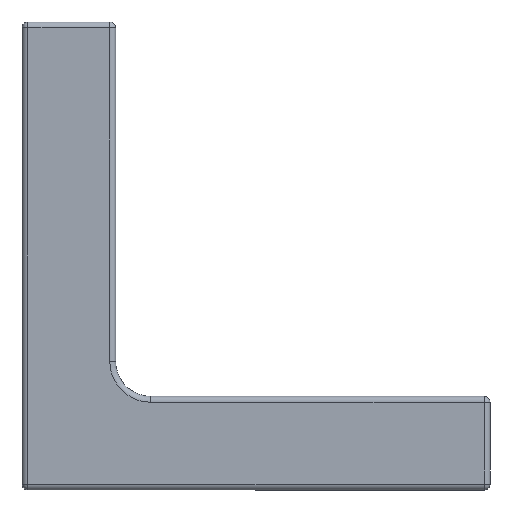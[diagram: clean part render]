
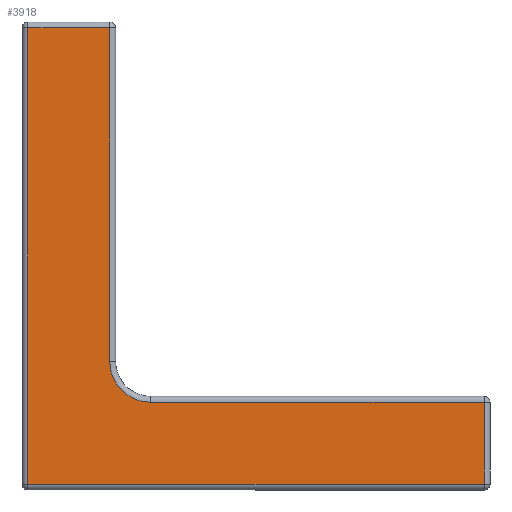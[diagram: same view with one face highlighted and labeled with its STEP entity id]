
A CAD part, left-side view. The second image highlights one B-rep face of the part: STEP entity #3918.
In plain terms, the highlighted planar face has unit normal (-1, 0, 0).
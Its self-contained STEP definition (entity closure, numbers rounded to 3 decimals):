
#382 = CYLINDRICAL_SURFACE('',#383,0.5);
#383 = AXIS2_PLACEMENT_3D('',#384,#385,#386);
#384 = CARTESIAN_POINT('',(-9.5,-40.,0.5));
#385 = DIRECTION('',(0.,-1.,0.));
#386 = DIRECTION('',(0.,0.,1.));
#960 = CYLINDRICAL_SURFACE('',#961,0.5);
#961 = AXIS2_PLACEMENT_3D('',#962,#963,#964);
#962 = CARTESIAN_POINT('',(-9.5,-8.,7.5));
#963 = DIRECTION('',(0.,1.,0.));
#964 = DIRECTION('',(0.,0.,-1.));
#1857 = CYLINDRICAL_SURFACE('',#1858,0.5);
#1858 = AXIS2_PLACEMENT_3D('',#1859,#1860,#1861);
#1859 = CARTESIAN_POINT('',(-9.5,-0.5,0.));
#1860 = DIRECTION('',(-0.,-0.,-1.));
#1861 = DIRECTION('',(1.,0.,0.));
#2544 = VERTEX_POINT('',#2545);
#2545 = CARTESIAN_POINT('',(-10.,-39.5,7.5));
#2555 = CYLINDRICAL_SURFACE('',#2556,0.5);
#2556 = AXIS2_PLACEMENT_3D('',#2557,#2558,#2559);
#2557 = CARTESIAN_POINT('',(-9.5,-39.5,8.));
#2558 = DIRECTION('',(-0.,-0.,1.));
#2559 = DIRECTION('',(-1.,0.,0.));
#2579 = EDGE_CURVE('',#2544,#2580,#2582,.T.);
#2580 = VERTEX_POINT('',#2581);
#2581 = CARTESIAN_POINT('',(-10.,-39.5,0.5));
#2582 = SURFACE_CURVE('',#2583,(#2587,#2594),.PCURVE_S1.);
#2583 = LINE('',#2584,#2585);
#2584 = CARTESIAN_POINT('',(-10.,-39.5,0.));
#2585 = VECTOR('',#2586,1.);
#2586 = DIRECTION('',(0.,0.,-1.));
#2587 = PCURVE('',#2555,#2588);
#2588 = DEFINITIONAL_REPRESENTATION('',(#2589),#2593);
#2589 = LINE('',#2590,#2591);
#2590 = CARTESIAN_POINT('',(0.,-8.));
#2591 = VECTOR('',#2592,1.);
#2592 = DIRECTION('',(0.,-1.));
#2593 = ( GEOMETRIC_REPRESENTATION_CONTEXT(2) 
PARAMETRIC_REPRESENTATION_CONTEXT() REPRESENTATION_CONTEXT('2D SPACE',''
  ) );
#2594 = PCURVE('',#2595,#2600);
#2595 = PLANE('',#2596);
#2596 = AXIS2_PLACEMENT_3D('',#2597,#2598,#2599);
#2597 = CARTESIAN_POINT('',(-10.,-40.,0.));
#2598 = DIRECTION('',(1.,0.,0.));
#2599 = DIRECTION('',(0.,1.,0.));
#2600 = DEFINITIONAL_REPRESENTATION('',(#2601),#2605);
#2601 = LINE('',#2602,#2603);
#2602 = CARTESIAN_POINT('',(0.5,0.));
#2603 = VECTOR('',#2604,1.);
#2604 = DIRECTION('',(0.,-1.));
#2605 = ( GEOMETRIC_REPRESENTATION_CONTEXT(2) 
PARAMETRIC_REPRESENTATION_CONTEXT() REPRESENTATION_CONTEXT('2D SPACE',''
  ) );
#3058 = CYLINDRICAL_SURFACE('',#3059,0.5);
#3059 = AXIS2_PLACEMENT_3D('',#3060,#3061,#3062);
#3060 = CARTESIAN_POINT('',(-9.5,-7.5,40.));
#3061 = DIRECTION('',(0.,0.,1.));
#3062 = DIRECTION('',(0.,1.,0.));
#3606 = TOROIDAL_SURFACE('',#3607,3.5,0.5);
#3607 = AXIS2_PLACEMENT_3D('',#3608,#3609,#3610);
#3608 = CARTESIAN_POINT('',(-9.5,-11.,11.));
#3609 = DIRECTION('',(1.,0.,0.));
#3610 = DIRECTION('',(0.,1.,0.));
#3699 = VERTEX_POINT('',#3700);
#3700 = CARTESIAN_POINT('',(-10.,-0.5,0.5));
#3794 = EDGE_CURVE('',#2580,#3699,#3795,.T.);
#3795 = SURFACE_CURVE('',#3796,(#3800,#3807),.PCURVE_S1.);
#3796 = LINE('',#3797,#3798);
#3797 = CARTESIAN_POINT('',(-10.,-40.,0.5));
#3798 = VECTOR('',#3799,1.);
#3799 = DIRECTION('',(0.,1.,0.));
#3800 = PCURVE('',#382,#3801);
#3801 = DEFINITIONAL_REPRESENTATION('',(#3802),#3806);
#3802 = LINE('',#3803,#3804);
#3803 = CARTESIAN_POINT('',(1.571,0.));
#3804 = VECTOR('',#3805,1.);
#3805 = DIRECTION('',(0.,-1.));
#3806 = ( GEOMETRIC_REPRESENTATION_CONTEXT(2) 
PARAMETRIC_REPRESENTATION_CONTEXT() REPRESENTATION_CONTEXT('2D SPACE',''
  ) );
#3807 = PCURVE('',#2595,#3808);
#3808 = DEFINITIONAL_REPRESENTATION('',(#3809),#3813);
#3809 = LINE('',#3810,#3811);
#3810 = CARTESIAN_POINT('',(0.,0.5));
#3811 = VECTOR('',#3812,1.);
#3812 = DIRECTION('',(1.,0.));
#3813 = ( GEOMETRIC_REPRESENTATION_CONTEXT(2) 
PARAMETRIC_REPRESENTATION_CONTEXT() REPRESENTATION_CONTEXT('2D SPACE',''
  ) );
#3918 = ADVANCED_FACE('',(#3919),#2595,.F.);
#3919 = FACE_BOUND('',#3920,.T.);
#3920 = EDGE_LOOP('',(#3921,#3922,#3923,#3946,#3970,#3993,#4021));
#3921 = ORIENTED_EDGE('',*,*,#3794,.F.);
#3922 = ORIENTED_EDGE('',*,*,#2579,.F.);
#3923 = ORIENTED_EDGE('',*,*,#3924,.F.);
#3924 = EDGE_CURVE('',#3925,#2544,#3927,.T.);
#3925 = VERTEX_POINT('',#3926);
#3926 = CARTESIAN_POINT('',(-10.,-11.,7.5));
#3927 = SURFACE_CURVE('',#3928,(#3932,#3939),.PCURVE_S1.);
#3928 = LINE('',#3929,#3930);
#3929 = CARTESIAN_POINT('',(-10.,-40.,7.5));
#3930 = VECTOR('',#3931,1.);
#3931 = DIRECTION('',(0.,-1.,0.));
#3932 = PCURVE('',#2595,#3933);
#3933 = DEFINITIONAL_REPRESENTATION('',(#3934),#3938);
#3934 = LINE('',#3935,#3936);
#3935 = CARTESIAN_POINT('',(0.,7.5));
#3936 = VECTOR('',#3937,1.);
#3937 = DIRECTION('',(-1.,0.));
#3938 = ( GEOMETRIC_REPRESENTATION_CONTEXT(2) 
PARAMETRIC_REPRESENTATION_CONTEXT() REPRESENTATION_CONTEXT('2D SPACE',''
  ) );
#3939 = PCURVE('',#960,#3940);
#3940 = DEFINITIONAL_REPRESENTATION('',(#3941),#3945);
#3941 = LINE('',#3942,#3943);
#3942 = CARTESIAN_POINT('',(1.571,-32.));
#3943 = VECTOR('',#3944,1.);
#3944 = DIRECTION('',(0.,-1.));
#3945 = ( GEOMETRIC_REPRESENTATION_CONTEXT(2) 
PARAMETRIC_REPRESENTATION_CONTEXT() REPRESENTATION_CONTEXT('2D SPACE',''
  ) );
#3946 = ORIENTED_EDGE('',*,*,#3947,.T.);
#3947 = EDGE_CURVE('',#3925,#3948,#3950,.T.);
#3948 = VERTEX_POINT('',#3949);
#3949 = CARTESIAN_POINT('',(-10.,-7.5,11.));
#3950 = SURFACE_CURVE('',#3951,(#3956,#3963),.PCURVE_S1.);
#3951 = CIRCLE('',#3952,3.5);
#3952 = AXIS2_PLACEMENT_3D('',#3953,#3954,#3955);
#3953 = CARTESIAN_POINT('',(-10.,-11.,11.));
#3954 = DIRECTION('',(1.,0.,0.));
#3955 = DIRECTION('',(0.,1.,0.));
#3956 = PCURVE('',#2595,#3957);
#3957 = DEFINITIONAL_REPRESENTATION('',(#3958),#3962);
#3958 = CIRCLE('',#3959,3.5);
#3959 = AXIS2_PLACEMENT_2D('',#3960,#3961);
#3960 = CARTESIAN_POINT('',(29.,11.));
#3961 = DIRECTION('',(1.,0.));
#3962 = ( GEOMETRIC_REPRESENTATION_CONTEXT(2) 
PARAMETRIC_REPRESENTATION_CONTEXT() REPRESENTATION_CONTEXT('2D SPACE',''
  ) );
#3963 = PCURVE('',#3606,#3964);
#3964 = DEFINITIONAL_REPRESENTATION('',(#3965),#3969);
#3965 = LINE('',#3966,#3967);
#3966 = CARTESIAN_POINT('',(0.,4.712));
#3967 = VECTOR('',#3968,1.);
#3968 = DIRECTION('',(1.,0.));
#3969 = ( GEOMETRIC_REPRESENTATION_CONTEXT(2) 
PARAMETRIC_REPRESENTATION_CONTEXT() REPRESENTATION_CONTEXT('2D SPACE',''
  ) );
#3970 = ORIENTED_EDGE('',*,*,#3971,.F.);
#3971 = EDGE_CURVE('',#3972,#3948,#3974,.T.);
#3972 = VERTEX_POINT('',#3973);
#3973 = CARTESIAN_POINT('',(-10.,-7.5,39.5));
#3974 = SURFACE_CURVE('',#3975,(#3979,#3986),.PCURVE_S1.);
#3975 = LINE('',#3976,#3977);
#3976 = CARTESIAN_POINT('',(-10.,-7.5,0.));
#3977 = VECTOR('',#3978,1.);
#3978 = DIRECTION('',(0.,0.,-1.));
#3979 = PCURVE('',#2595,#3980);
#3980 = DEFINITIONAL_REPRESENTATION('',(#3981),#3985);
#3981 = LINE('',#3982,#3983);
#3982 = CARTESIAN_POINT('',(32.5,0.));
#3983 = VECTOR('',#3984,1.);
#3984 = DIRECTION('',(0.,-1.));
#3985 = ( GEOMETRIC_REPRESENTATION_CONTEXT(2) 
PARAMETRIC_REPRESENTATION_CONTEXT() REPRESENTATION_CONTEXT('2D SPACE',''
  ) );
#3986 = PCURVE('',#3058,#3987);
#3987 = DEFINITIONAL_REPRESENTATION('',(#3988),#3992);
#3988 = LINE('',#3989,#3990);
#3989 = CARTESIAN_POINT('',(1.571,-40.));
#3990 = VECTOR('',#3991,1.);
#3991 = DIRECTION('',(0.,-1.));
#3992 = ( GEOMETRIC_REPRESENTATION_CONTEXT(2) 
PARAMETRIC_REPRESENTATION_CONTEXT() REPRESENTATION_CONTEXT('2D SPACE',''
  ) );
#3993 = ORIENTED_EDGE('',*,*,#3994,.F.);
#3994 = EDGE_CURVE('',#3995,#3972,#3997,.T.);
#3995 = VERTEX_POINT('',#3996);
#3996 = CARTESIAN_POINT('',(-10.,-0.5,39.5));
#3997 = SURFACE_CURVE('',#3998,(#4002,#4009),.PCURVE_S1.);
#3998 = LINE('',#3999,#4000);
#3999 = CARTESIAN_POINT('',(-10.,-40.,39.5));
#4000 = VECTOR('',#4001,1.);
#4001 = DIRECTION('',(0.,-1.,0.));
#4002 = PCURVE('',#2595,#4003);
#4003 = DEFINITIONAL_REPRESENTATION('',(#4004),#4008);
#4004 = LINE('',#4005,#4006);
#4005 = CARTESIAN_POINT('',(0.,39.5));
#4006 = VECTOR('',#4007,1.);
#4007 = DIRECTION('',(-1.,0.));
#4008 = ( GEOMETRIC_REPRESENTATION_CONTEXT(2) 
PARAMETRIC_REPRESENTATION_CONTEXT() REPRESENTATION_CONTEXT('2D SPACE',''
  ) );
#4009 = PCURVE('',#4010,#4015);
#4010 = CYLINDRICAL_SURFACE('',#4011,0.5);
#4011 = AXIS2_PLACEMENT_3D('',#4012,#4013,#4014);
#4012 = CARTESIAN_POINT('',(-9.5,0.,39.5));
#4013 = DIRECTION('',(0.,1.,-0.));
#4014 = DIRECTION('',(1.,0.,0.));
#4015 = DEFINITIONAL_REPRESENTATION('',(#4016),#4020);
#4016 = LINE('',#4017,#4018);
#4017 = CARTESIAN_POINT('',(3.142,-40.));
#4018 = VECTOR('',#4019,1.);
#4019 = DIRECTION('',(0.,-1.));
#4020 = ( GEOMETRIC_REPRESENTATION_CONTEXT(2) 
PARAMETRIC_REPRESENTATION_CONTEXT() REPRESENTATION_CONTEXT('2D SPACE',''
  ) );
#4021 = ORIENTED_EDGE('',*,*,#4022,.F.);
#4022 = EDGE_CURVE('',#3699,#3995,#4023,.T.);
#4023 = SURFACE_CURVE('',#4024,(#4028,#4035),.PCURVE_S1.);
#4024 = LINE('',#4025,#4026);
#4025 = CARTESIAN_POINT('',(-10.,-0.5,0.));
#4026 = VECTOR('',#4027,1.);
#4027 = DIRECTION('',(0.,0.,1.));
#4028 = PCURVE('',#2595,#4029);
#4029 = DEFINITIONAL_REPRESENTATION('',(#4030),#4034);
#4030 = LINE('',#4031,#4032);
#4031 = CARTESIAN_POINT('',(39.5,0.));
#4032 = VECTOR('',#4033,1.);
#4033 = DIRECTION('',(0.,1.));
#4034 = ( GEOMETRIC_REPRESENTATION_CONTEXT(2) 
PARAMETRIC_REPRESENTATION_CONTEXT() REPRESENTATION_CONTEXT('2D SPACE',''
  ) );
#4035 = PCURVE('',#1857,#4036);
#4036 = DEFINITIONAL_REPRESENTATION('',(#4037),#4041);
#4037 = LINE('',#4038,#4039);
#4038 = CARTESIAN_POINT('',(3.142,0.));
#4039 = VECTOR('',#4040,1.);
#4040 = DIRECTION('',(0.,-1.));
#4041 = ( GEOMETRIC_REPRESENTATION_CONTEXT(2) 
PARAMETRIC_REPRESENTATION_CONTEXT() REPRESENTATION_CONTEXT('2D SPACE',''
  ) );
